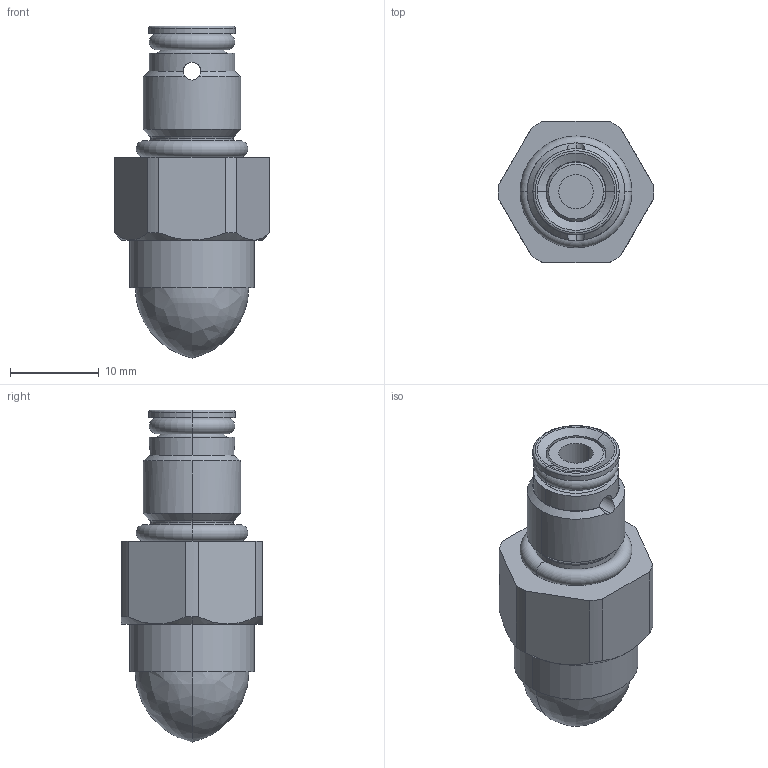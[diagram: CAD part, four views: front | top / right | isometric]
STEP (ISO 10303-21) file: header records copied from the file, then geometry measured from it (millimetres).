
FILE_DESCRIPTION((''),'2;1');
FILE_NAME('ILC70203771','2011-08-01T',('KR'),(''),'PRO/ENGINEER BY PARAMETRIC TECHNOLOGY CORPORATION, 2007460','PRO/ENGINEER BY PARAMETRIC TECHNOLOGY CORPORATION, 2007460','');
FILE_SCHEMA(('AUTOMOTIVE_DESIGN_CC2 { 1 2 10303 214 -1 1 5 2 }'));
Length unit declared in the file: inch
Products named in the file (1): ILC70203771
Bounding box: 17.53 x 15.88 x 37.31 mm (x, y, z)
Volume: 3922.7 mm3; surface area: 2894.4 mm2
Topology: 2 solids, 2 shells, 109 faces, 280 edges, 167 vertices
Faces by surface type: plane 39, cylinder 36, cone 16, torus 14, bspline 4
Entity records: 4083 total; most frequent: CARTESIAN_POINT 932, DIRECTION 594, ORIENTED_EDGE 548, EDGE_CURVE 274, AXIS2_PLACEMENT_3D 237, VERTEX_POINT 167, CIRCLE 132, EDGE_LOOP 123
